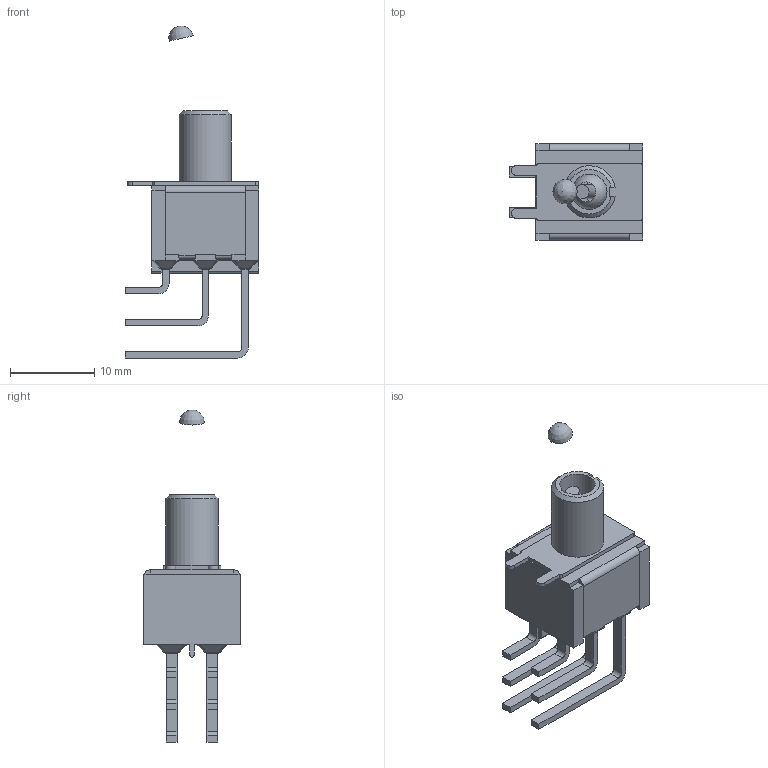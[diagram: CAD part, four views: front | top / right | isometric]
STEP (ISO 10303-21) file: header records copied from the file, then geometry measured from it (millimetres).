
FILE_DESCRIPTION(/* description */ (''),/* implementation_level */ '2;1');
FILE_NAME(/* name */ '100DPxT1B2M7xE.stp',/* time_stamp */ '2025-04-30T15:19:10-05:00',/* author */ ('mroman'),/* organization */ (''),/* preprocessor_version */ 'ST-DEVELOPER v18.1',/* originating_system */ 'Autodesk Inventor 2022',/* authorisation */ '');
FILE_SCHEMA (('AUTOMOTIVE_DESIGN { 1 0 10303 214 3 1 1 }'));
Length unit declared in the file: inch
Products named in the file (1): 100DPxT1B2M7xE
Bounding box: 15.88 x 11.43 x 39.42 mm (x, y, z)
Volume: 1055.7 mm3; surface area: 2309.5 mm2
Topology: 1 solids, 3 shells, 376 faces, 967 edges, 592 vertices
Faces by surface type: plane 265, cylinder 81, sphere 26, cone 3, bspline 1
Full cylindrical faces by diameter (mm): 1.65 x1, 4.2 x2
Entity records: 11157 total; most frequent: CARTESIAN_POINT 2008, ORIENTED_EDGE 1886, DIRECTION 1873, EDGE_CURVE 943, LINE 755, VECTOR 755, VERTEX_POINT 592, AXIS2_PLACEMENT_3D 559
